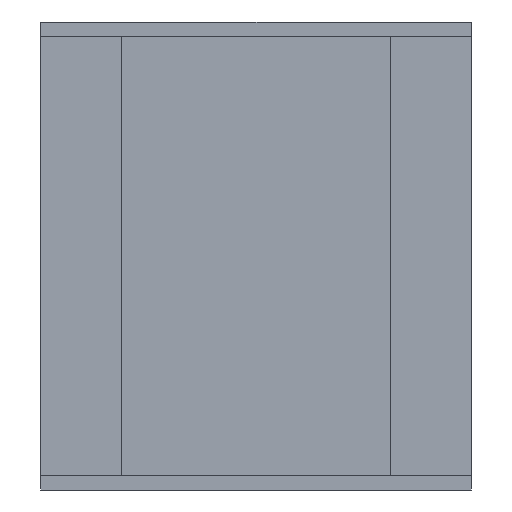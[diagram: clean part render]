
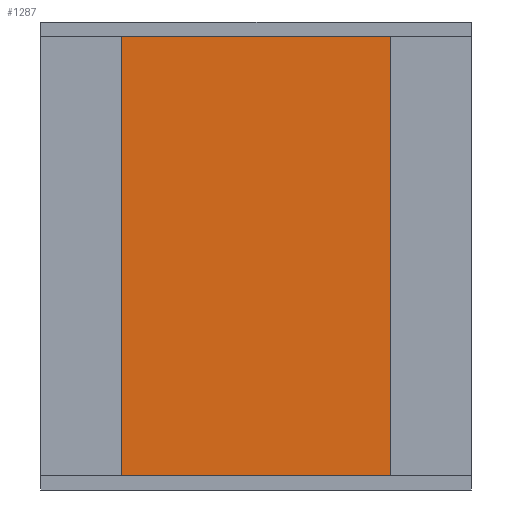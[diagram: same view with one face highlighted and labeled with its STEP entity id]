
A CAD part, left-side view. The second image highlights one B-rep face of the part: STEP entity #1287.
In plain terms, the highlighted planar face has unit normal (-1, 0, 0).
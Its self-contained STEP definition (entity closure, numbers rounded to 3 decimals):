
#1287 = ADVANCED_FACE('',(#1288),#1302,.F.);
#1288 = FACE_BOUND('',#1289,.F.);
#1289 = EDGE_LOOP('',(#1290,#1325,#1353,#1381));
#1290 = ORIENTED_EDGE('',*,*,#1291,.F.);
#1291 = EDGE_CURVE('',#1292,#1294,#1296,.T.);
#1292 = VERTEX_POINT('',#1293);
#1293 = CARTESIAN_POINT('',(30.,-59.5,205.7));
#1294 = VERTEX_POINT('',#1295);
#1295 = CARTESIAN_POINT('',(30.,59.5,205.7));
#1296 = SURFACE_CURVE('',#1297,(#1301,#1313),.PCURVE_S1.);
#1297 = LINE('',#1298,#1299);
#1298 = CARTESIAN_POINT('',(30.,47.5,205.7));
#1299 = VECTOR('',#1300,1.);
#1300 = DIRECTION('',(0.,1.,0.));
#1301 = PCURVE('',#1302,#1307);
#1302 = PLANE('',#1303);
#1303 = AXIS2_PLACEMENT_3D('',#1304,#1305,#1306);
#1304 = CARTESIAN_POINT('',(30.,95.,108.75));
#1305 = DIRECTION('',(1.,0.,0.));
#1306 = DIRECTION('',(0.,-1.,0.));
#1307 = DEFINITIONAL_REPRESENTATION('',(#1308),#1312);
#1308 = LINE('',#1309,#1310);
#1309 = CARTESIAN_POINT('',(47.5,-96.95));
#1310 = VECTOR('',#1311,1.);
#1311 = DIRECTION('',(-1.,0.));
#1312 = ( GEOMETRIC_REPRESENTATION_CONTEXT(2) 
PARAMETRIC_REPRESENTATION_CONTEXT() REPRESENTATION_CONTEXT('2D SPACE',''
  ) );
#1313 = PCURVE('',#1314,#1319);
#1314 = PLANE('',#1315);
#1315 = AXIS2_PLACEMENT_3D('',#1316,#1317,#1318);
#1316 = CARTESIAN_POINT('',(0.,0.,205.7));
#1317 = DIRECTION('',(0.,0.,1.));
#1318 = DIRECTION('',(1.,0.,-0.));
#1319 = DEFINITIONAL_REPRESENTATION('',(#1320),#1324);
#1320 = LINE('',#1321,#1322);
#1321 = CARTESIAN_POINT('',(30.,47.5));
#1322 = VECTOR('',#1323,1.);
#1323 = DIRECTION('',(0.,1.));
#1324 = ( GEOMETRIC_REPRESENTATION_CONTEXT(2) 
PARAMETRIC_REPRESENTATION_CONTEXT() REPRESENTATION_CONTEXT('2D SPACE',''
  ) );
#1325 = ORIENTED_EDGE('',*,*,#1326,.T.);
#1326 = EDGE_CURVE('',#1292,#1327,#1329,.T.);
#1327 = VERTEX_POINT('',#1328);
#1328 = CARTESIAN_POINT('',(30.,-59.5,11.8));
#1329 = SURFACE_CURVE('',#1330,(#1334,#1341),.PCURVE_S1.);
#1330 = LINE('',#1331,#1332);
#1331 = CARTESIAN_POINT('',(30.,-59.5,108.75));
#1332 = VECTOR('',#1333,1.);
#1333 = DIRECTION('',(0.,0.,-1.));
#1334 = PCURVE('',#1302,#1335);
#1335 = DEFINITIONAL_REPRESENTATION('',(#1336),#1340);
#1336 = LINE('',#1337,#1338);
#1337 = CARTESIAN_POINT('',(154.5,0.));
#1338 = VECTOR('',#1339,1.);
#1339 = DIRECTION('',(0.,1.));
#1340 = ( GEOMETRIC_REPRESENTATION_CONTEXT(2) 
PARAMETRIC_REPRESENTATION_CONTEXT() REPRESENTATION_CONTEXT('2D SPACE',''
  ) );
#1341 = PCURVE('',#1342,#1347);
#1342 = PLANE('',#1343);
#1343 = AXIS2_PLACEMENT_3D('',#1344,#1345,#1346);
#1344 = CARTESIAN_POINT('',(107.5,-59.5,108.75));
#1345 = DIRECTION('',(0.,1.,0.));
#1346 = DIRECTION('',(1.,0.,0.));
#1347 = DEFINITIONAL_REPRESENTATION('',(#1348),#1352);
#1348 = LINE('',#1349,#1350);
#1349 = CARTESIAN_POINT('',(-77.5,0.));
#1350 = VECTOR('',#1351,1.);
#1351 = DIRECTION('',(0.,1.));
#1352 = ( GEOMETRIC_REPRESENTATION_CONTEXT(2) 
PARAMETRIC_REPRESENTATION_CONTEXT() REPRESENTATION_CONTEXT('2D SPACE',''
  ) );
#1353 = ORIENTED_EDGE('',*,*,#1354,.T.);
#1354 = EDGE_CURVE('',#1327,#1355,#1357,.T.);
#1355 = VERTEX_POINT('',#1356);
#1356 = CARTESIAN_POINT('',(30.,59.5,11.8));
#1357 = SURFACE_CURVE('',#1358,(#1362,#1369),.PCURVE_S1.);
#1358 = LINE('',#1359,#1360);
#1359 = CARTESIAN_POINT('',(30.,47.5,11.8));
#1360 = VECTOR('',#1361,1.);
#1361 = DIRECTION('',(0.,1.,0.));
#1362 = PCURVE('',#1302,#1363);
#1363 = DEFINITIONAL_REPRESENTATION('',(#1364),#1368);
#1364 = LINE('',#1365,#1366);
#1365 = CARTESIAN_POINT('',(47.5,96.95));
#1366 = VECTOR('',#1367,1.);
#1367 = DIRECTION('',(-1.,0.));
#1368 = ( GEOMETRIC_REPRESENTATION_CONTEXT(2) 
PARAMETRIC_REPRESENTATION_CONTEXT() REPRESENTATION_CONTEXT('2D SPACE',''
  ) );
#1369 = PCURVE('',#1370,#1375);
#1370 = PLANE('',#1371);
#1371 = AXIS2_PLACEMENT_3D('',#1372,#1373,#1374);
#1372 = CARTESIAN_POINT('',(0.,0.,11.8));
#1373 = DIRECTION('',(0.,0.,1.));
#1374 = DIRECTION('',(1.,0.,-0.));
#1375 = DEFINITIONAL_REPRESENTATION('',(#1376),#1380);
#1376 = LINE('',#1377,#1378);
#1377 = CARTESIAN_POINT('',(30.,47.5));
#1378 = VECTOR('',#1379,1.);
#1379 = DIRECTION('',(0.,1.));
#1380 = ( GEOMETRIC_REPRESENTATION_CONTEXT(2) 
PARAMETRIC_REPRESENTATION_CONTEXT() REPRESENTATION_CONTEXT('2D SPACE',''
  ) );
#1381 = ORIENTED_EDGE('',*,*,#1382,.T.);
#1382 = EDGE_CURVE('',#1355,#1294,#1383,.T.);
#1383 = SURFACE_CURVE('',#1384,(#1388,#1395),.PCURVE_S1.);
#1384 = LINE('',#1385,#1386);
#1385 = CARTESIAN_POINT('',(30.,59.5,108.75));
#1386 = VECTOR('',#1387,1.);
#1387 = DIRECTION('',(0.,0.,1.));
#1388 = PCURVE('',#1302,#1389);
#1389 = DEFINITIONAL_REPRESENTATION('',(#1390),#1394);
#1390 = LINE('',#1391,#1392);
#1391 = CARTESIAN_POINT('',(35.5,0.));
#1392 = VECTOR('',#1393,1.);
#1393 = DIRECTION('',(0.,-1.));
#1394 = ( GEOMETRIC_REPRESENTATION_CONTEXT(2) 
PARAMETRIC_REPRESENTATION_CONTEXT() REPRESENTATION_CONTEXT('2D SPACE',''
  ) );
#1395 = PCURVE('',#1396,#1401);
#1396 = PLANE('',#1397);
#1397 = AXIS2_PLACEMENT_3D('',#1398,#1399,#1400);
#1398 = CARTESIAN_POINT('',(474.,59.5,108.75));
#1399 = DIRECTION('',(-0.,-1.,-0.));
#1400 = DIRECTION('',(-1.,0.,0.));
#1401 = DEFINITIONAL_REPRESENTATION('',(#1402),#1406);
#1402 = LINE('',#1403,#1404);
#1403 = CARTESIAN_POINT('',(444.,0.));
#1404 = VECTOR('',#1405,1.);
#1405 = DIRECTION('',(0.,-1.));
#1406 = ( GEOMETRIC_REPRESENTATION_CONTEXT(2) 
PARAMETRIC_REPRESENTATION_CONTEXT() REPRESENTATION_CONTEXT('2D SPACE',''
  ) );
